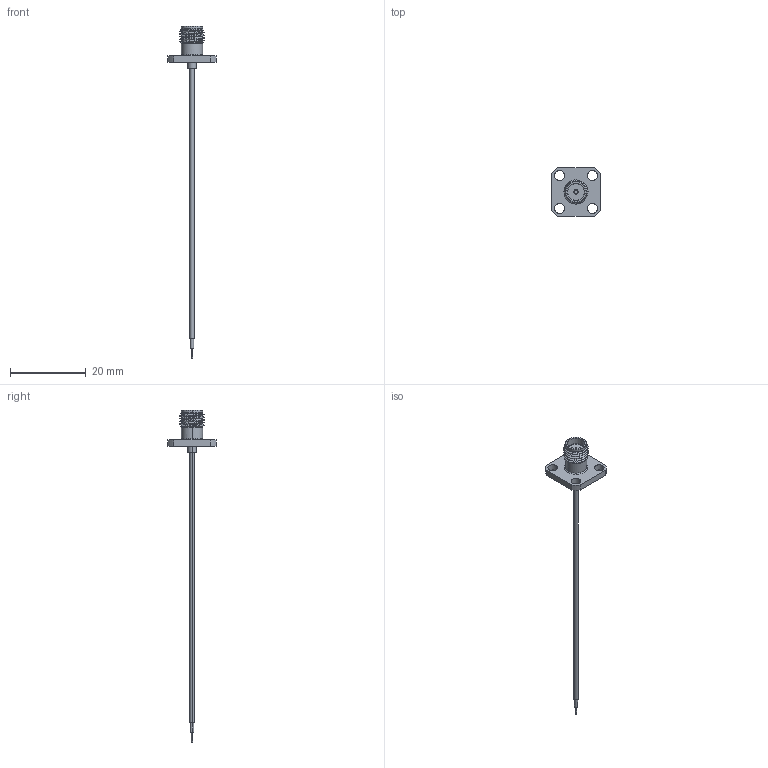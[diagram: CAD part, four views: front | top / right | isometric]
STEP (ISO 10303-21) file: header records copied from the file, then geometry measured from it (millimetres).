
FILE_DESCRIPTION (( 'STEP AP214' ), '1' );
FILE_NAME ('FMCA2388.step', '2021-07-12T16:17:55', ( '' ), ( '' ), 'SwSTEP 2.0', 'SolidWorks 2020', '' );
FILE_SCHEMA (( 'AUTOMOTIVE_DESIGN' ));
Length unit declared in the file: inch
Products named in the file (3): FM-SR047FL^FMCA2388_Trimmed; FMCN1737^FMCA2388; FMCA2388
Assembly tree (2 placements, depth 2):
  FMCA2388
    FM-SR047FL^FMCA2388_Trimmed
    FMCN1737^FMCA2388
Bounding box: 12.7 x 12.7 x 87.38 mm (x, y, z)
Volume: 478.6 mm3; surface area: 920.5 mm2
Topology: 2 solids, 2 shells, 81 faces, 186 edges, 119 vertices
Faces by surface type: cylinder 46, plane 18, cone 10, torus 4, bspline 3
Entity records: 3625 total; most frequent: CARTESIAN_POINT 1565, DIRECTION 397, ORIENTED_EDGE 372, EDGE_CURVE 186, AXIS2_PLACEMENT_3D 166, VERTEX_POINT 119, EDGE_LOOP 99, CIRCLE 83
